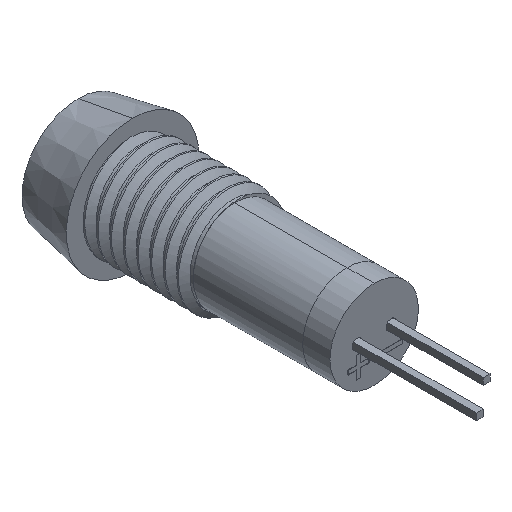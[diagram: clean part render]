
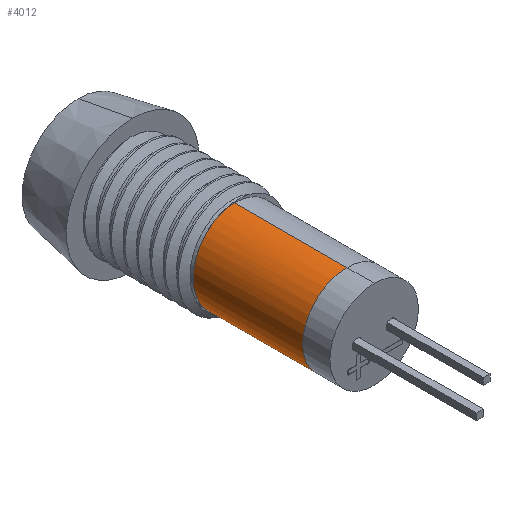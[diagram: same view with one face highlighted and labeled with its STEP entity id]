
A CAD part, isometric view. The second image highlights one B-rep face of the part: STEP entity #4012.
In plain terms, the highlighted cylindrical face has radius 3.302 mm (diameter 6.604 mm), a partial arc.
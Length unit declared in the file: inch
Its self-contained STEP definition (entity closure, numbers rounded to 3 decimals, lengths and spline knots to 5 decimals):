
#177 = EDGE_CURVE ( 'NONE', #1715, #1761, #3757, .T. ) ;
#516 = CARTESIAN_POINT ( 'NONE',  ( -0.09192, 0.31694, -0.09192 ) ) ;
#583 = CARTESIAN_POINT ( 'NONE',  ( 0., 0., 0.13 ) ) ;
#711 = CARTESIAN_POINT ( 'NONE',  ( 0., 0.33, 0.13 ) ) ;
#818 = VECTOR ( 'NONE', #3989, 39.37008 ) ;
#837 = AXIS2_PLACEMENT_3D ( 'NONE', #6027, #6020, #6004 ) ;
#965 = CARTESIAN_POINT ( 'NONE',  ( 0., 0., 0. ) ) ;
#1063 = CARTESIAN_POINT ( 'NONE',  ( 0., 0.31202, -0.13 ) ) ;
#1087 = VERTEX_POINT ( 'NONE', #6175 ) ;
#1194 = LINE ( 'NONE', #6911, #5385 ) ;
#1500 = DIRECTION ( 'NONE',  ( 0., 0., 1. ) ) ;
#1540 = EDGE_CURVE ( 'NONE', #1087, #2055, #5579, .T. ) ;
#1621 = CARTESIAN_POINT ( 'NONE',  ( 0., 0.88653, -0.13 ) ) ;
#1715 = VERTEX_POINT ( 'NONE', #3540 ) ;
#1761 = VERTEX_POINT ( 'NONE', #3379 ) ;
#1844 = ORIENTED_EDGE ( 'NONE', *, *, #5706, .T. ) ;
#1877 = CYLINDRICAL_SURFACE ( 'NONE', #5615, 0.13 ) ;
#1971 =( BOUNDED_CURVE ( )  B_SPLINE_CURVE ( 2, ( #4900, #2709, #6407, #3273, #6916, #3832, #516, #4378, #1063 ),
 .UNSPECIFIED., .F., .F. ) 
 B_SPLINE_CURVE_WITH_KNOTS ( ( 3, 2, 2, 2, 3 ),
 ( 0., 0.00168, 0.00426, 0.00685, 0.00943 ),
 .UNSPECIFIED. ) 
 CURVE ( )  GEOMETRIC_REPRESENTATION_ITEM ( )  RATIONAL_B_SPLINE_CURVE ( ( 0.965, 0.951, 1., 0.924, 1., 0.924, 1., 0.924, 1. ) ) 
 REPRESENTATION_ITEM ( '' )  );
#2055 = VERTEX_POINT ( 'NONE', #711 ) ;
#2147 = CIRCLE ( 'NONE', #4023, 0.13 ) ;
#2570 = ORIENTED_EDGE ( 'NONE', *, *, #1540, .F. ) ;
#2709 = CARTESIAN_POINT ( 'NONE',  ( -0.06793, 0.32833, 0.11591 ) ) ;
#3273 = CARTESIAN_POINT ( 'NONE',  ( -0.13, 0.32432, 0.05385 ) ) ;
#3379 = CARTESIAN_POINT ( 'NONE',  ( 0., 0.31202, -0.13 ) ) ;
#3540 = CARTESIAN_POINT ( 'NONE',  ( 0., 0., -0.13 ) ) ;
#3665 = EDGE_CURVE ( 'NONE', #3863, #2055, #1194, .T. ) ;
#3757 = LINE ( 'NONE', #1621, #818 ) ;
#3832 = CARTESIAN_POINT ( 'NONE',  ( -0.13, 0.3194, -0.05385 ) ) ;
#3863 = VERTEX_POINT ( 'NONE', #583 ) ;
#3989 = DIRECTION ( 'NONE',  ( 0., 1., 0. ) ) ;
#4012 = ADVANCED_FACE ( 'NONE', ( #5157 ), #1877, .T. ) ;
#4023 = AXIS2_PLACEMENT_3D ( 'NONE', #965, #4836, #1500 ) ;
#4378 = CARTESIAN_POINT ( 'NONE',  ( -0.05385, 0.31448, -0.13 ) ) ;
#4480 = DIRECTION ( 'NONE',  ( 0., 1., 0. ) ) ;
#4673 = ORIENTED_EDGE ( 'NONE', *, *, #6170, .T. ) ;
#4836 = DIRECTION ( 'NONE',  ( 0., 1., 0. ) ) ;
#4900 = CARTESIAN_POINT ( 'NONE',  ( -0.03528, 0.33, 0.12512 ) ) ;
#4997 = DIRECTION ( 'NONE',  ( 0., 0., 1. ) ) ;
#5133 = ORIENTED_EDGE ( 'NONE', *, *, #3665, .T. ) ;
#5157 = FACE_OUTER_BOUND ( 'NONE', #5560, .T. ) ;
#5385 = VECTOR ( 'NONE', #6749, 39.37008 ) ;
#5448 = ORIENTED_EDGE ( 'NONE', *, *, #177, .F. ) ;
#5560 = EDGE_LOOP ( 'NONE', ( #5448, #4673, #5133, #2570, #1844 ) ) ;
#5579 = CIRCLE ( 'NONE', #837, 0.13 ) ;
#5615 = AXIS2_PLACEMENT_3D ( 'NONE', #6049, #4480, #4997 ) ;
#5706 = EDGE_CURVE ( 'NONE', #1087, #1761, #1971, .T. ) ;
#6004 = DIRECTION ( 'NONE',  ( 0., 0., 1. ) ) ;
#6020 = DIRECTION ( 'NONE',  ( 0., 1., 0. ) ) ;
#6027 = CARTESIAN_POINT ( 'NONE',  ( 0., 0.33, 0. ) ) ;
#6049 = CARTESIAN_POINT ( 'NONE',  ( 0., 0.88653, 0. ) ) ;
#6170 = EDGE_CURVE ( 'NONE', #1715, #3863, #2147, .T. ) ;
#6175 = CARTESIAN_POINT ( 'NONE',  ( -0.03528, 0.33, 0.12512 ) ) ;
#6407 = CARTESIAN_POINT ( 'NONE',  ( -0.09192, 0.32678, 0.09192 ) ) ;
#6749 = DIRECTION ( 'NONE',  ( 0., 1., 0. ) ) ;
#6911 = CARTESIAN_POINT ( 'NONE',  ( 0., 0.88653, 0.13 ) ) ;
#6916 = CARTESIAN_POINT ( 'NONE',  ( -0.13, 0.32186, 0. ) ) ;
